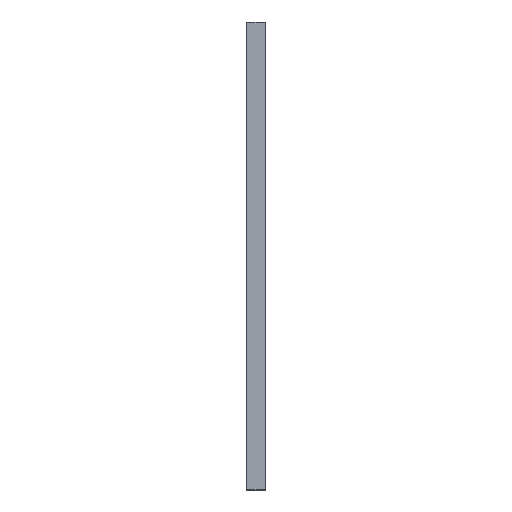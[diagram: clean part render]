
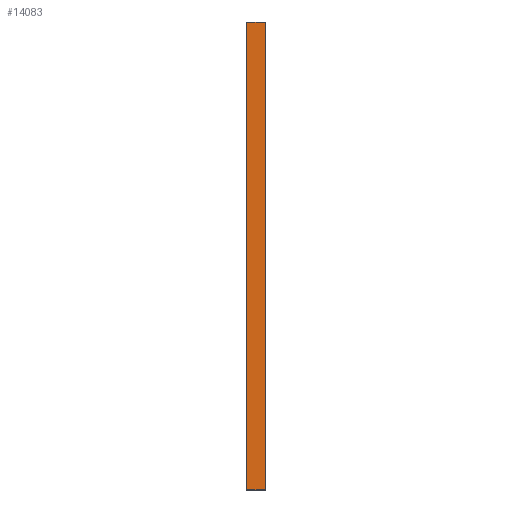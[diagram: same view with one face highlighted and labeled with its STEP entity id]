
A CAD part, front view. The second image highlights one B-rep face of the part: STEP entity #14083.
In plain terms, the highlighted planar face has unit normal (0, -1, 0).
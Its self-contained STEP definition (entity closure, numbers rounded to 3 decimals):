
#528 = PLANE('',#529);
#529 = AXIS2_PLACEMENT_3D('',#530,#531,#532);
#530 = CARTESIAN_POINT('',(4.5,-9.45,0.05));
#531 = DIRECTION('',(0.,0.707,0.707));
#532 = DIRECTION('',(1.,0.,0.));
#832 = PLANE('',#833);
#833 = AXIS2_PLACEMENT_3D('',#834,#835,#836);
#834 = CARTESIAN_POINT('',(4.5,-9.45,224.95));
#835 = DIRECTION('',(0.,-0.707,0.707)
  );
#836 = DIRECTION('',(1.,0.,0.));
#1120 = PLANE('',#1121);
#1121 = AXIS2_PLACEMENT_3D('',#1122,#1123,#1124);
#1122 = CARTESIAN_POINT('',(-4.45,-9.45,0.));
#1123 = DIRECTION('',(-0.707,-0.707,0.));
#1124 = DIRECTION('',(0.,0.,1.));
#5809 = VERTEX_POINT('',#5810);
#5810 = CARTESIAN_POINT('',(4.4,-9.5,0.1));
#5831 = EDGE_CURVE('',#5809,#5832,#5834,.T.);
#5832 = VERTEX_POINT('',#5833);
#5833 = CARTESIAN_POINT('',(-4.4,-9.5,0.1));
#5834 = SURFACE_CURVE('',#5835,(#5839,#5846),.PCURVE_S1.);
#5835 = LINE('',#5836,#5837);
#5836 = CARTESIAN_POINT('',(4.5,-9.5,0.1));
#5837 = VECTOR('',#5838,1.);
#5838 = DIRECTION('',(-1.,0.,0.));
#5839 = PCURVE('',#528,#5840);
#5840 = DEFINITIONAL_REPRESENTATION('',(#5841),#5845);
#5841 = LINE('',#5842,#5843);
#5842 = CARTESIAN_POINT('',(0.,-0.071));
#5843 = VECTOR('',#5844,1.);
#5844 = DIRECTION('',(-1.,0.));
#5845 = ( GEOMETRIC_REPRESENTATION_CONTEXT(2) 
PARAMETRIC_REPRESENTATION_CONTEXT() REPRESENTATION_CONTEXT('2D SPACE',''
  ) );
#5846 = PCURVE('',#5847,#5852);
#5847 = PLANE('',#5848);
#5848 = AXIS2_PLACEMENT_3D('',#5849,#5850,#5851);
#5849 = CARTESIAN_POINT('',(4.5,-9.5,0.));
#5850 = DIRECTION('',(0.,-1.,0.));
#5851 = DIRECTION('',(-1.,0.,0.));
#5852 = DEFINITIONAL_REPRESENTATION('',(#5853),#5857);
#5853 = LINE('',#5854,#5855);
#5854 = CARTESIAN_POINT('',(0.,-0.1));
#5855 = VECTOR('',#5856,1.);
#5856 = DIRECTION('',(1.,0.));
#5857 = ( GEOMETRIC_REPRESENTATION_CONTEXT(2) 
PARAMETRIC_REPRESENTATION_CONTEXT() REPRESENTATION_CONTEXT('2D SPACE',''
  ) );
#6102 = VERTEX_POINT('',#6103);
#6103 = CARTESIAN_POINT('',(4.4,-9.5,224.9));
#6124 = EDGE_CURVE('',#6102,#6125,#6127,.T.);
#6125 = VERTEX_POINT('',#6126);
#6126 = CARTESIAN_POINT('',(-4.4,-9.5,224.9));
#6127 = SURFACE_CURVE('',#6128,(#6132,#6139),.PCURVE_S1.);
#6128 = LINE('',#6129,#6130);
#6129 = CARTESIAN_POINT('',(4.5,-9.5,224.9));
#6130 = VECTOR('',#6131,1.);
#6131 = DIRECTION('',(-1.,0.,0.));
#6132 = PCURVE('',#832,#6133);
#6133 = DEFINITIONAL_REPRESENTATION('',(#6134),#6138);
#6134 = LINE('',#6135,#6136);
#6135 = CARTESIAN_POINT('',(0.,-0.071));
#6136 = VECTOR('',#6137,1.);
#6137 = DIRECTION('',(-1.,0.));
#6138 = ( GEOMETRIC_REPRESENTATION_CONTEXT(2) 
PARAMETRIC_REPRESENTATION_CONTEXT() REPRESENTATION_CONTEXT('2D SPACE',''
  ) );
#6139 = PCURVE('',#5847,#6140);
#6140 = DEFINITIONAL_REPRESENTATION('',(#6141),#6145);
#6141 = LINE('',#6142,#6143);
#6142 = CARTESIAN_POINT('',(0.,-224.9));
#6143 = VECTOR('',#6144,1.);
#6144 = DIRECTION('',(1.,0.));
#6145 = ( GEOMETRIC_REPRESENTATION_CONTEXT(2) 
PARAMETRIC_REPRESENTATION_CONTEXT() REPRESENTATION_CONTEXT('2D SPACE',''
  ) );
#6259 = EDGE_CURVE('',#5832,#6125,#6260,.T.);
#6260 = SURFACE_CURVE('',#6261,(#6265,#6272),.PCURVE_S1.);
#6261 = LINE('',#6262,#6263);
#6262 = CARTESIAN_POINT('',(-4.4,-9.5,0.));
#6263 = VECTOR('',#6264,1.);
#6264 = DIRECTION('',(0.,0.,1.));
#6265 = PCURVE('',#1120,#6266);
#6266 = DEFINITIONAL_REPRESENTATION('',(#6267),#6271);
#6267 = LINE('',#6268,#6269);
#6268 = CARTESIAN_POINT('',(0.,-0.071));
#6269 = VECTOR('',#6270,1.);
#6270 = DIRECTION('',(1.,0.));
#6271 = ( GEOMETRIC_REPRESENTATION_CONTEXT(2) 
PARAMETRIC_REPRESENTATION_CONTEXT() REPRESENTATION_CONTEXT('2D SPACE',''
  ) );
#6272 = PCURVE('',#5847,#6273);
#6273 = DEFINITIONAL_REPRESENTATION('',(#6274),#6278);
#6274 = LINE('',#6275,#6276);
#6275 = CARTESIAN_POINT('',(8.9,0.));
#6276 = VECTOR('',#6277,1.);
#6277 = DIRECTION('',(0.,-1.));
#6278 = ( GEOMETRIC_REPRESENTATION_CONTEXT(2) 
PARAMETRIC_REPRESENTATION_CONTEXT() REPRESENTATION_CONTEXT('2D SPACE',''
  ) );
#13766 = PLANE('',#13767);
#13767 = AXIS2_PLACEMENT_3D('',#13768,#13769,#13770);
#13768 = CARTESIAN_POINT('',(4.45,-9.45,0.));
#13769 = DIRECTION('',(0.707,-0.707,0.));
#13770 = DIRECTION('',(0.,0.,1.));
#14083 = ADVANCED_FACE('',(#14084),#5847,.T.);
#14084 = FACE_BOUND('',#14085,.T.);
#14085 = EDGE_LOOP('',(#14086,#14107,#14108,#14109));
#14086 = ORIENTED_EDGE('',*,*,#14087,.T.);
#14087 = EDGE_CURVE('',#5809,#6102,#14088,.T.);
#14088 = SURFACE_CURVE('',#14089,(#14093,#14100),.PCURVE_S1.);
#14089 = LINE('',#14090,#14091);
#14090 = CARTESIAN_POINT('',(4.4,-9.5,0.));
#14091 = VECTOR('',#14092,1.);
#14092 = DIRECTION('',(0.,0.,1.));
#14093 = PCURVE('',#5847,#14094);
#14094 = DEFINITIONAL_REPRESENTATION('',(#14095),#14099);
#14095 = LINE('',#14096,#14097);
#14096 = CARTESIAN_POINT('',(0.1,0.));
#14097 = VECTOR('',#14098,1.);
#14098 = DIRECTION('',(0.,-1.));
#14099 = ( GEOMETRIC_REPRESENTATION_CONTEXT(2) 
PARAMETRIC_REPRESENTATION_CONTEXT() REPRESENTATION_CONTEXT('2D SPACE',''
  ) );
#14100 = PCURVE('',#13766,#14101);
#14101 = DEFINITIONAL_REPRESENTATION('',(#14102),#14106);
#14102 = LINE('',#14103,#14104);
#14103 = CARTESIAN_POINT('',(0.,0.071));
#14104 = VECTOR('',#14105,1.);
#14105 = DIRECTION('',(1.,0.));
#14106 = ( GEOMETRIC_REPRESENTATION_CONTEXT(2) 
PARAMETRIC_REPRESENTATION_CONTEXT() REPRESENTATION_CONTEXT('2D SPACE',''
  ) );
#14107 = ORIENTED_EDGE('',*,*,#6124,.T.);
#14108 = ORIENTED_EDGE('',*,*,#6259,.F.);
#14109 = ORIENTED_EDGE('',*,*,#5831,.F.);
